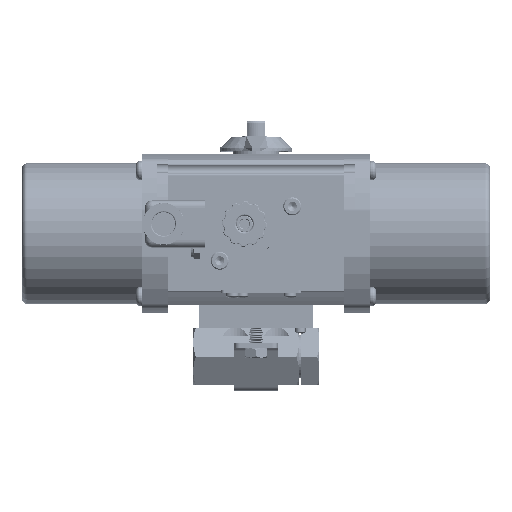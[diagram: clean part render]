
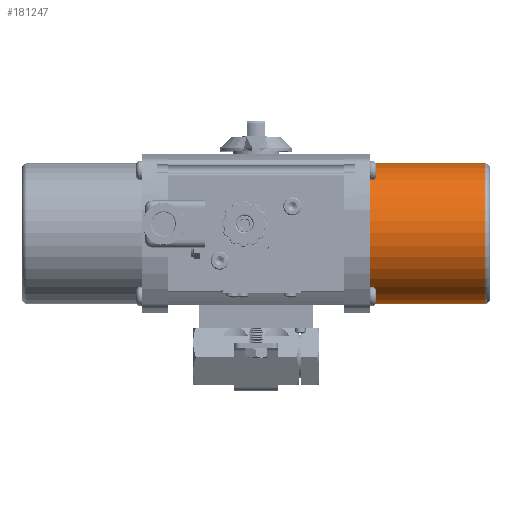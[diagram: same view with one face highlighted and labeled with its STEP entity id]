
A CAD part, top view. The second image highlights one B-rep face of the part: STEP entity #181247.
In plain terms, the highlighted cylindrical face has radius 30.963 mm (diameter 61.925 mm), a partial arc.
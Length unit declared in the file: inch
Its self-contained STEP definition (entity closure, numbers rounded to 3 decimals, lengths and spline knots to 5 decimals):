
#684 = ORIENTED_EDGE ( 'NONE', *, *, #125680, .T. ) ;
#5482 = EDGE_CURVE ( 'NONE', #153567, #155098, #9900, .T. ) ;
#9900 = LINE ( 'NONE', #141658, #133453 ) ;
#14762 = ORIENTED_EDGE ( 'NONE', *, *, #5482, .F. ) ;
#31529 = FACE_OUTER_BOUND ( 'NONE', #183670, .T. ) ;
#44058 = CARTESIAN_POINT ( 'NONE',  ( 1.8575, 3.355, 0. ) ) ;
#50463 = ORIENTED_EDGE ( 'NONE', *, *, #83401, .T. ) ;
#51356 = CARTESIAN_POINT ( 'NONE',  ( 1.7145, 3.355, 0. ) ) ;
#55942 = AXIS2_PLACEMENT_3D ( 'NONE', #88584, #192888, #103566 ) ;
#63618 = DIRECTION ( 'NONE',  ( -1., 0., 0. ) ) ;
#65613 = CARTESIAN_POINT ( 'NONE',  ( 1.8575, 0.917, 0. ) ) ;
#81299 = CARTESIAN_POINT ( 'NONE',  ( 3.9725, 0.917, 0. ) ) ;
#81956 = EDGE_CURVE ( 'NONE', #105772, #124360, #186209, .T. ) ;
#83401 = EDGE_CURVE ( 'NONE', #124360, #155098, #157812, .T. ) ;
#88584 = CARTESIAN_POINT ( 'NONE',  ( 1.8575, 2.136, 0. ) ) ;
#94555 = ORIENTED_EDGE ( 'NONE', *, *, #81956, .T. ) ;
#103566 = DIRECTION ( 'NONE',  ( 0., -1., 0. ) ) ;
#105772 = VERTEX_POINT ( 'NONE', #171349 ) ;
#118597 = DIRECTION ( 'NONE',  ( -1., 0., 0. ) ) ;
#124360 = VERTEX_POINT ( 'NONE', #44058 ) ;
#125680 = EDGE_CURVE ( 'NONE', #153567, #105772, #157096, .T. ) ;
#133453 = VECTOR ( 'NONE', #171600, 39.37008 ) ;
#133696 = CARTESIAN_POINT ( 'NONE',  ( 1.7145, 2.136, 0. ) ) ;
#141658 = CARTESIAN_POINT ( 'NONE',  ( 1.7145, 0.917, 0. ) ) ;
#146577 = VECTOR ( 'NONE', #155752, 39.37008 ) ;
#152983 = CARTESIAN_POINT ( 'NONE',  ( 3.9725, 2.136, 0. ) ) ;
#153567 = VERTEX_POINT ( 'NONE', #81299 ) ;
#155098 = VERTEX_POINT ( 'NONE', #65613 ) ;
#155752 = DIRECTION ( 'NONE',  ( -1., 0., 0. ) ) ;
#157096 = CIRCLE ( 'NONE', #172009, 1.219 ) ;
#157812 = CIRCLE ( 'NONE', #55942, 1.219 ) ;
#163045 = DIRECTION ( 'NONE',  ( 0., 1., 0. ) ) ;
#167899 = DIRECTION ( 'NONE',  ( 0., -1., 0. ) ) ;
#171349 = CARTESIAN_POINT ( 'NONE',  ( 3.9725, 3.355, 0. ) ) ;
#171600 = DIRECTION ( 'NONE',  ( -1., 0., 0. ) ) ;
#172009 = AXIS2_PLACEMENT_3D ( 'NONE', #152983, #63618, #167899 ) ;
#178151 = AXIS2_PLACEMENT_3D ( 'NONE', #133696, #118597, #163045 ) ;
#180831 = CYLINDRICAL_SURFACE ( 'NONE', #178151, 1.219 ) ;
#181247 = ADVANCED_FACE ( 'NONE', ( #31529 ), #180831, .T. ) ;
#183670 = EDGE_LOOP ( 'NONE', ( #14762, #684, #94555, #50463 ) ) ;
#186209 = LINE ( 'NONE', #51356, #146577 ) ;
#192888 = DIRECTION ( 'NONE',  ( 1., 0., 0. ) ) ;
